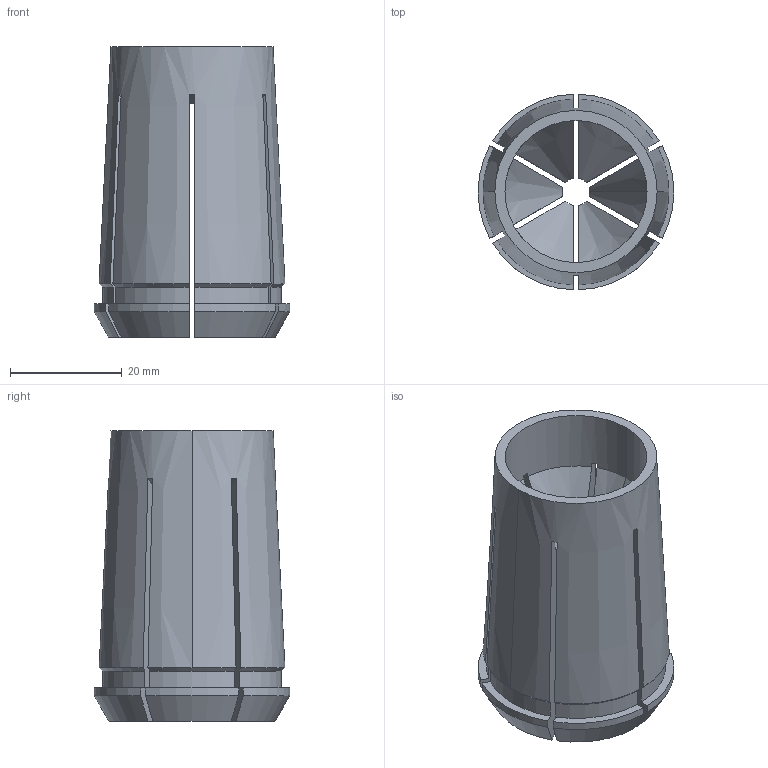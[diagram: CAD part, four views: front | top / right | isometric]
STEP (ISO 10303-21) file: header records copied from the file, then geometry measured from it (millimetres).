
FILE_DESCRIPTION (( 'STEP AP203' ), '1' );
FILE_NAME ('STP-5250-689-025-005-0(83868-05).STEP', '2024-03-07T06:27:26', ( '' ), ( '' ), 'SwSTEP 2.0', 'SolidWorks 2017', '' );
FILE_SCHEMA (( 'CONFIG_CONTROL_DESIGN' ));
Length unit declared in the file: millimetre
Products named in the file (1): STP-5250-689-025-005-0(83868-05)
Bounding box: 35 x 34.99 x 52 mm (x, y, z)
Volume: 27308.3 mm3; surface area: 13316.5 mm2
Topology: 1 solids, 1 shells, 77 faces, 223 edges, 147 vertices
Faces by surface type: cylinder 29, plane 25, cone 23
Entity records: 2789 total; most frequent: CARTESIAN_POINT 718, ORIENTED_EDGE 446, DIRECTION 400, EDGE_CURVE 223, AXIS2_PLACEMENT_3D 159, VERTEX_POINT 147, LINE 82, VECTOR 82
